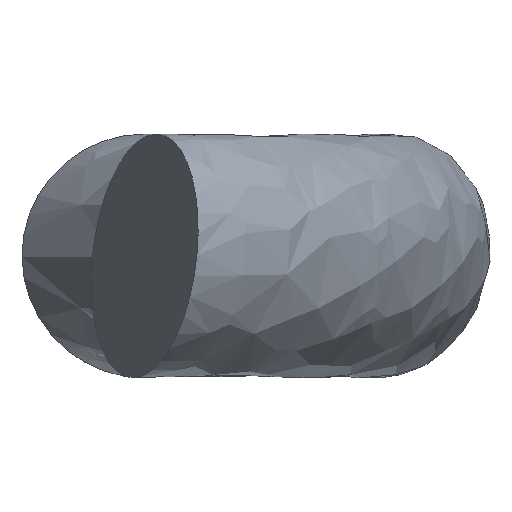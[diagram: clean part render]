
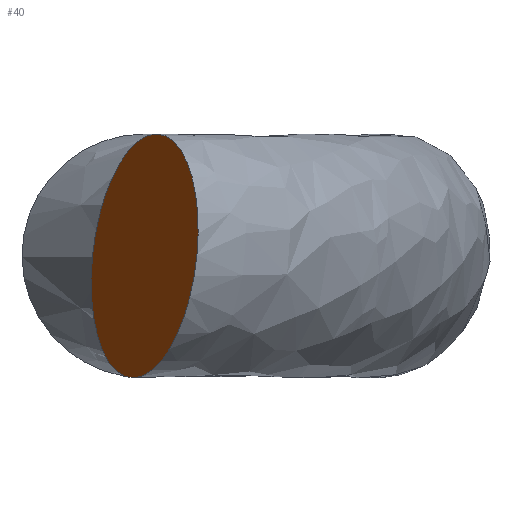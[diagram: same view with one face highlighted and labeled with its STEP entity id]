
A CAD part, left-side view. The second image highlights one B-rep face of the part: STEP entity #40.
In plain terms, the highlighted planar face has unit normal (-0.423, 0.9, 0.106).
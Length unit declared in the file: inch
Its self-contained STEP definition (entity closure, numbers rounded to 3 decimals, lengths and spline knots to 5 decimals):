
#16=PLANE('',#64);
#19=FACE_OUTER_BOUND('',#22,.T.);
#22=EDGE_LOOP('',(#36));
#24=CIRCLE('',#61,0.25);
#26=VERTEX_POINT('',#195);
#28=EDGE_CURVE('',#26,#26,#24,.T.);
#36=ORIENTED_EDGE('',*,*,#28,.T.);
#40=ADVANCED_FACE('',(#19),#16,.F.);
#61=AXIS2_PLACEMENT_3D('',#196,#67,#68);
#64=AXIS2_PLACEMENT_3D('',#207,#73,#74);
#67=DIRECTION('center_axis',(-0.423,0.9,0.106));
#68=DIRECTION('ref_axis',(-0.905,-0.426,0.007));
#73=DIRECTION('center_axis',(0.423,-0.9,-0.106));
#74=DIRECTION('ref_axis',(0.,0.117,-0.993));
#195=CARTESIAN_POINT('',(0.2262,0.10645,-0.00164));
#196=CARTESIAN_POINT('Origin',(0.,0.,
0.));
#207=CARTESIAN_POINT('Origin',(0.,0.,
0.));
